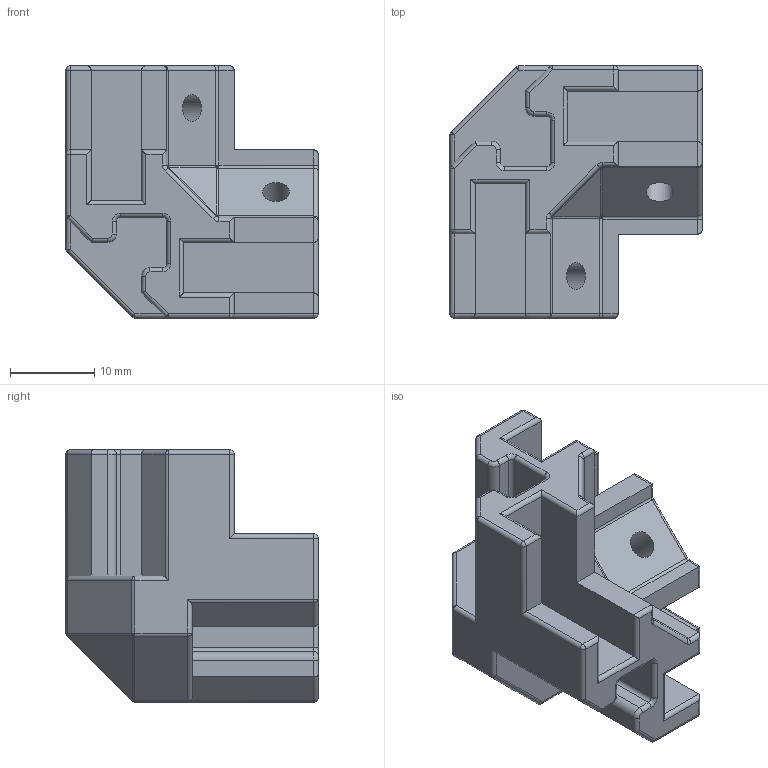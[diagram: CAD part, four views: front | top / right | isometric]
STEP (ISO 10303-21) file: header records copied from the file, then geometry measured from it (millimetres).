
FILE_DESCRIPTION(('STEP AP242'), '1');
FILE_NAME('item3dPrinterTermoboxCornerV2.2', '', ('UNSPECIFIED'), ('UNSPECIFIED'), 'C3D Converter', 'C3D Toolkit', '');
FILE_SCHEMA(('AP242_MANAGED_MODEL_BASED_3D_ENGINEERING_MIM_LF { 1 0 10303 442 1 1 4 }'));
Length unit declared in the file: millimetre
Bounding box: 30 x 30 x 30 mm (x, y, z)
Volume: 9069.3 mm3; surface area: 5573.1 mm2
Topology: 1 solids, 1 shells, 260 faces, 636 edges, 357 vertices
Faces by surface type: cylinder 129, plane 68, bspline 24, torus 21, sphere 18
Full cylindrical faces by diameter (mm): 3.2 x3
Entity records: 8390 total; most frequent: CARTESIAN_POINT 2721, ORIENTED_EDGE 1230, DIRECTION 1107, EDGE_CURVE 615, AXIS2_PLACEMENT_3D 393, VERTEX_POINT 357, LINE 321, VECTOR 321
